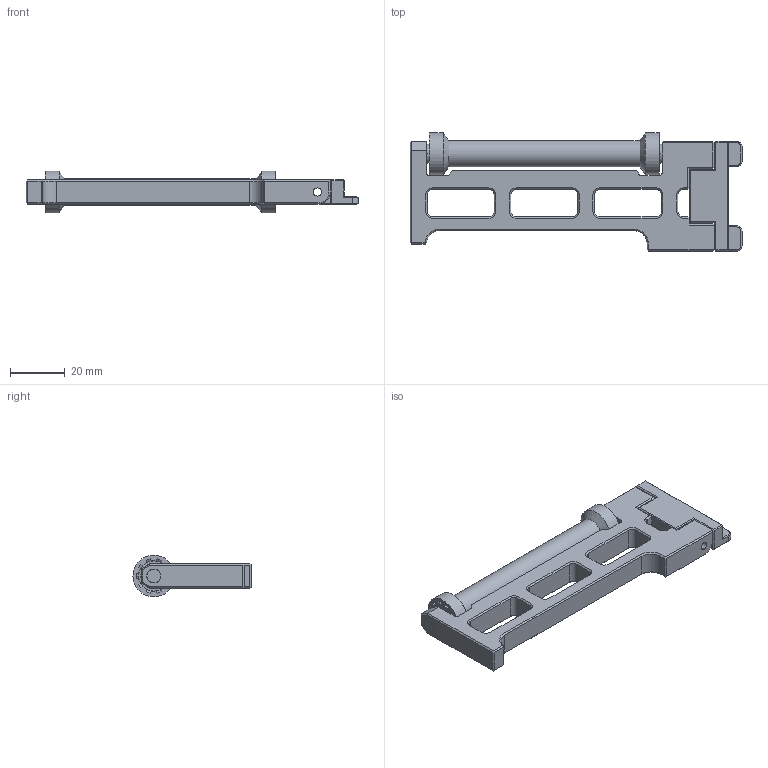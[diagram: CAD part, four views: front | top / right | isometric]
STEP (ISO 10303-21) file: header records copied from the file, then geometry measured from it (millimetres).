
FILE_DESCRIPTION (( 'STEP AP214' ), '1' );
FILE_NAME ('0.1 蹋殤.STEP', '2024-05-07T08:23:26', ( '' ), ( '' ), 'SwSTEP 2.0', 'SolidWorks 2021', '' );
FILE_SCHEMA (( 'AUTOMOTIVE_DESIGN' ));
Length unit declared in the file: millimetre
Products named in the file (8): ﾁ羮5^0.1 ﾁﾏｼﾜ; 0.1 蹋殤; ﾁ羮7^0.1 ﾁﾏｼﾜ; ﾁ羮3^0.1 ﾁﾏｼﾜ; ﾁ羮6^0.1 ﾁﾏｼﾜ; ﾁ羮4^0.1 ﾁﾏｼﾜ; ﾁ羮8^0.1 ﾁﾏｼﾜ
Assembly tree (8 placements, depth 2):
  0.1 蹋殤
    0.1 蹋殤
    ﾁ羮3^0.1 ﾁﾏｼﾜ
    ﾁ羮5^0.1 ﾁﾏｼﾜ  x2
    ﾁ羮6^0.1 ﾁﾏｼﾜ
    ﾁ羮7^0.1 ﾁﾏｼﾜ  x2
    ﾁ羮8^0.1 ﾁﾏｼﾜ
  ﾁ羮4^0.1 ﾁﾏｼﾜ
Bounding box: 121.1 x 43.1 x 15.2 mm (x, y, z)
Volume: 26784.9 mm3; surface area: 18245.3 mm2
Topology: 8 solids, 8 shells, 426 faces, 1023 edges, 622 vertices
Faces by surface type: plane 227, cylinder 130, cone 60, bspline 6, torus 3
Entity records: 12916 total; most frequent: CARTESIAN_POINT 3056, DIRECTION 2003, ORIENTED_EDGE 1950, EDGE_CURVE 975, AXIS2_PLACEMENT_3D 691, LINE 621, VECTOR 621, VERTEX_POINT 590
